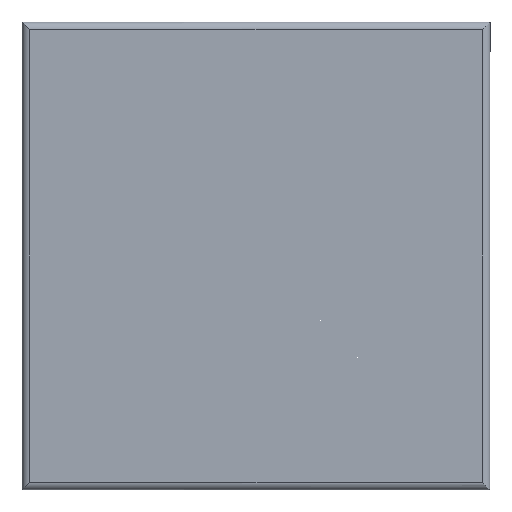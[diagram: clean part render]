
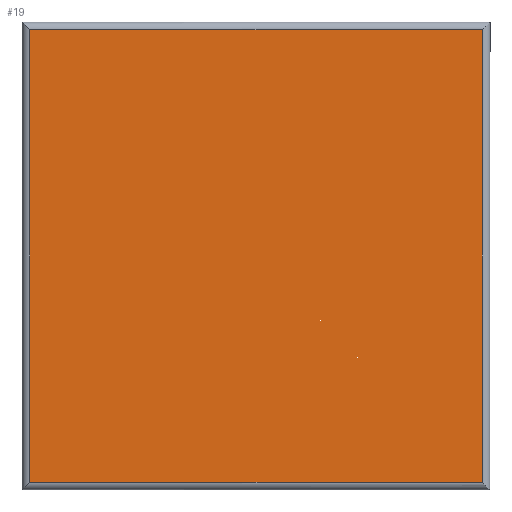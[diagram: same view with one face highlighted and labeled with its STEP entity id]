
A CAD part, front view. The second image highlights one B-rep face of the part: STEP entity #19.
In plain terms, the highlighted planar face has unit normal (0, -1, 0).
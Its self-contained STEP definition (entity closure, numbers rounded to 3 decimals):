
#1 = EDGE_CURVE ( 'NONE', #309, #118, #123, .T. ) ;
#5 = DIRECTION ( 'NONE',  ( 0., 0., -1. ) ) ;
#10 = DIRECTION ( 'NONE',  ( -1., 0., 0. ) ) ;
#19 = ADVANCED_FACE ( 'NONE', ( #235 ), #310, .T. ) ;
#26 = DIRECTION ( 'NONE',  ( 0., 0., -1. ) ) ;
#42 = EDGE_LOOP ( 'NONE', ( #194, #100, #175, #99 ) ) ;
#50 = CARTESIAN_POINT ( 'NONE',  ( 600., 30., -590. ) ) ;
#69 = DIRECTION ( 'NONE',  ( 1., 0., 0. ) ) ;
#77 = CARTESIAN_POINT ( 'NONE',  ( 0., 30., 0. ) ) ;
#81 = EDGE_CURVE ( 'NONE', #103, #94, #246, .T. ) ;
#87 = CARTESIAN_POINT ( 'NONE',  ( 10., 30., -10. ) ) ;
#94 = VERTEX_POINT ( 'NONE', #87 ) ;
#99 = ORIENTED_EDGE ( 'NONE', *, *, #1, .T. ) ;
#100 = ORIENTED_EDGE ( 'NONE', *, *, #81, .T. ) ;
#103 = VERTEX_POINT ( 'NONE', #243 ) ;
#118 = VERTEX_POINT ( 'NONE', #136 ) ;
#122 = CARTESIAN_POINT ( 'NONE',  ( 590., 30., 0. ) ) ;
#123 = LINE ( 'NONE', #50, #296 ) ;
#126 = DIRECTION ( 'NONE',  ( 0., 0., 1. ) ) ;
#127 = VECTOR ( 'NONE', #10, 1000. ) ;
#130 = DIRECTION ( 'NONE',  ( 0., -1., 0. ) ) ;
#135 = VECTOR ( 'NONE', #126, 1000. ) ;
#136 = CARTESIAN_POINT ( 'NONE',  ( 590., 30., -590. ) ) ;
#139 = CARTESIAN_POINT ( 'NONE',  ( 0., 30., -10. ) ) ;
#140 = EDGE_CURVE ( 'NONE', #94, #309, #222, .T. ) ;
#147 = LINE ( 'NONE', #122, #135 ) ;
#161 = AXIS2_PLACEMENT_3D ( 'NONE', #77, #130, #26 ) ;
#175 = ORIENTED_EDGE ( 'NONE', *, *, #140, .T. ) ;
#194 = ORIENTED_EDGE ( 'NONE', *, *, #339, .T. ) ;
#222 = LINE ( 'NONE', #240, #266 ) ;
#235 = FACE_OUTER_BOUND ( 'NONE', #42, .T. ) ;
#240 = CARTESIAN_POINT ( 'NONE',  ( 10., 30., -600. ) ) ;
#243 = CARTESIAN_POINT ( 'NONE',  ( 590., 30., -10. ) ) ;
#246 = LINE ( 'NONE', #139, #127 ) ;
#266 = VECTOR ( 'NONE', #5, 1000. ) ;
#296 = VECTOR ( 'NONE', #69, 1000. ) ;
#306 = CARTESIAN_POINT ( 'NONE',  ( 10., 30., -590. ) ) ;
#309 = VERTEX_POINT ( 'NONE', #306 ) ;
#310 = PLANE ( 'NONE',  #161 ) ;
#339 = EDGE_CURVE ( 'NONE', #118, #103, #147, .T. ) ;
